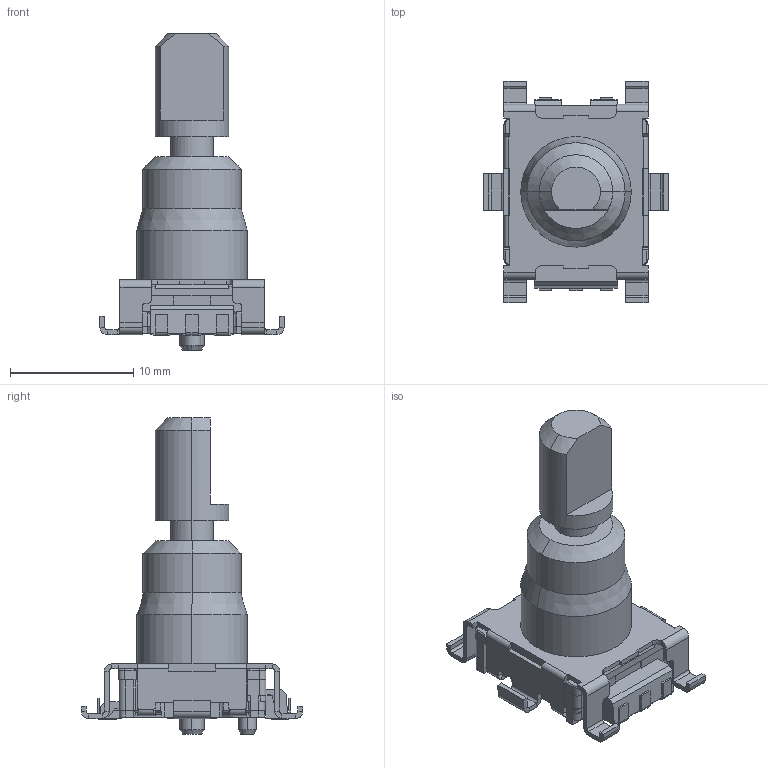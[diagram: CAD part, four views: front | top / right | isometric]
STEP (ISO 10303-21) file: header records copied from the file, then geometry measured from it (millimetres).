
FILE_DESCRIPTION (( 'STEP AP214' ), '1' );
FILE_NAME ('EC11J1525402.STEP', '2012-12-11T07:27:49', ( '' ), ( '' ), 'SwSTEP 2.0', 'SolidWorks 2010', '' );
FILE_SCHEMA (( 'AUTOMOTIVE_DESIGN' ));
Length unit declared in the file: millimetre
Products named in the file (1): EC11J1525402
Bounding box: 15 x 18 x 25.68 mm (x, y, z)
Volume: 1404.3 mm3; surface area: 1361.4 mm2
Topology: 1 solids, 1 shells, 792 faces, 2046 edges, 1250 vertices
Faces by surface type: plane 539, cylinder 206, sphere 18, cone 14, bspline 8, torus 7
Entity records: 32494 total; most frequent: CARTESIAN_POINT 4537, ORIENTED_EDGE 4092, DIRECTION 3916, EDGE_CURVE 2046, LINE 1530, VECTOR 1530, VERTEX_POINT 1250, AXIS2_PLACEMENT_3D 1193
